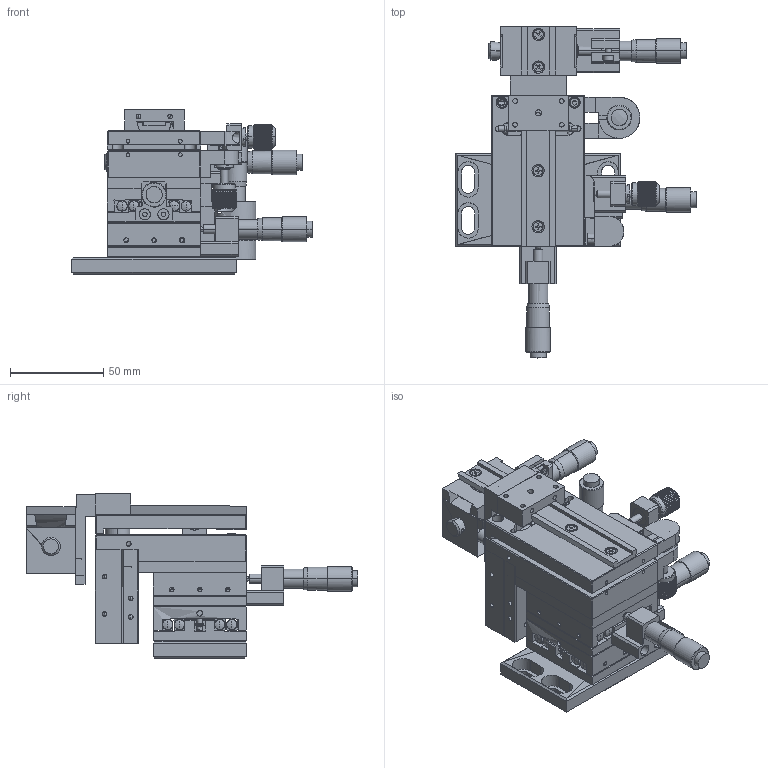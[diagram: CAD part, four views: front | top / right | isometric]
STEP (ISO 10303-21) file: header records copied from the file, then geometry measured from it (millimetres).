
FILE_DESCRIPTION (( 'STEP AP203' ), '1' );
FILE_NAME ('519458.step', '2021-12-02T06:02:42', ( '' ), ( '' ), 'SwSTEP 2.0', 'SolidWorks 2020', '' );
FILE_SCHEMA (( 'CONFIG_CONTROL_DESIGN' ));
Products named in the file (1): 519458
Bounding box: 129.02 x 177.92 x 88 mm (x, y, z)
Surface area: 126232.3 mm2 (no closed solid volume)
Topology: 0 solids, 99 shells, 1465 faces, 4995 edges, 3458 vertices
Faces by surface type: bspline 1465
Entity records: 75074 total; most frequent: CARTESIAN_POINT 48688, ORIENTED_EDGE 8074, EDGE_CURVE 4866, B_SPLINE_CURVE_WITH_KNOTS 3755, VERTEX_POINT 3454, EDGE_LOOP 1863, FACE_OUTER_BOUND 1465, ADVANCED_FACE 1465
